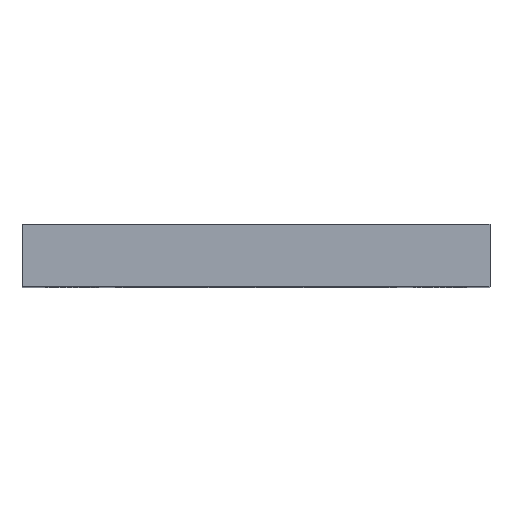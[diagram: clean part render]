
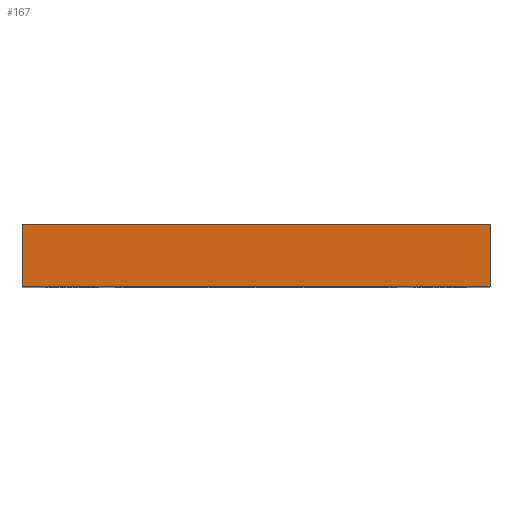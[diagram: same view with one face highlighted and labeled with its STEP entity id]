
A CAD part, top view. The second image highlights one B-rep face of the part: STEP entity #167.
In plain terms, the highlighted planar face has unit normal (0, 0, 1).
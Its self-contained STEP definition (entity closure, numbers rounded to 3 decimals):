
#10 = DIRECTION ( 'NONE',  ( 0., 0., -1. ) ) ;
#37 = DIRECTION ( 'NONE',  ( -1., 0., 0. ) ) ;
#69 = PLANE ( 'NONE',  #886 ) ;
#88 = CARTESIAN_POINT ( 'NONE',  ( -37.5, 10., 60. ) ) ;
#89 = VERTEX_POINT ( 'NONE', #618 ) ;
#96 = DIRECTION ( 'NONE',  ( 0., -1., 0. ) ) ;
#136 = DIRECTION ( 'NONE',  ( 0., -1., 0. ) ) ;
#167 = ADVANCED_FACE ( 'NONE', ( #186 ), #69, .F. ) ;
#186 = FACE_OUTER_BOUND ( 'NONE', #373, .T. ) ;
#219 = CARTESIAN_POINT ( 'NONE',  ( -37.5, 10., 60. ) ) ;
#251 = CARTESIAN_POINT ( 'NONE',  ( 37.5, 10., 60. ) ) ;
#285 = EDGE_CURVE ( 'NONE', #931, #898, #637, .T. ) ;
#300 = ORIENTED_EDGE ( 'NONE', *, *, #1045, .F. ) ;
#324 = VERTEX_POINT ( 'NONE', #639 ) ;
#344 = DIRECTION ( 'NONE',  ( 1., 0., 0. ) ) ;
#369 = CARTESIAN_POINT ( 'NONE',  ( -37.5, 10., 60. ) ) ;
#373 = EDGE_LOOP ( 'NONE', ( #792, #504, #300, #680 ) ) ;
#404 = VECTOR ( 'NONE', #802, 1000. ) ;
#504 = ORIENTED_EDGE ( 'NONE', *, *, #910, .F. ) ;
#535 = CARTESIAN_POINT ( 'NONE',  ( -37.5, 0., 60. ) ) ;
#618 = CARTESIAN_POINT ( 'NONE',  ( 37.5, 10., 60. ) ) ;
#637 = LINE ( 'NONE', #804, #404 ) ;
#639 = CARTESIAN_POINT ( 'NONE',  ( -37.5, 10., 60. ) ) ;
#680 = ORIENTED_EDGE ( 'NONE', *, *, #697, .T. ) ;
#697 = EDGE_CURVE ( 'NONE', #324, #931, #773, .T. ) ;
#773 = LINE ( 'NONE', #219, #1149 ) ;
#792 = ORIENTED_EDGE ( 'NONE', *, *, #285, .T. ) ;
#802 = DIRECTION ( 'NONE',  ( 1., 0., 0. ) ) ;
#804 = CARTESIAN_POINT ( 'NONE',  ( -37.5, 0., 60. ) ) ;
#829 = VECTOR ( 'NONE', #136, 1000. ) ;
#830 = VECTOR ( 'NONE', #344, 1000. ) ;
#876 = LINE ( 'NONE', #251, #829 ) ;
#886 = AXIS2_PLACEMENT_3D ( 'NONE', #88, #10, #37 ) ;
#898 = VERTEX_POINT ( 'NONE', #1017 ) ;
#910 = EDGE_CURVE ( 'NONE', #89, #898, #876, .T. ) ;
#931 = VERTEX_POINT ( 'NONE', #535 ) ;
#1017 = CARTESIAN_POINT ( 'NONE',  ( 37.5, 0., 60. ) ) ;
#1045 = EDGE_CURVE ( 'NONE', #324, #89, #1196, .T. ) ;
#1149 = VECTOR ( 'NONE', #96, 1000. ) ;
#1196 = LINE ( 'NONE', #369, #830 ) ;
